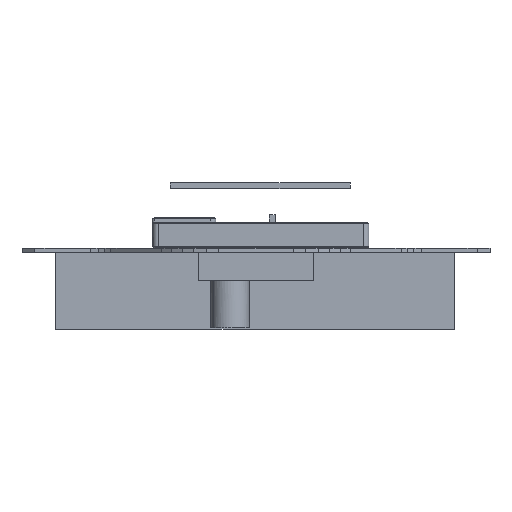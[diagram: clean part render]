
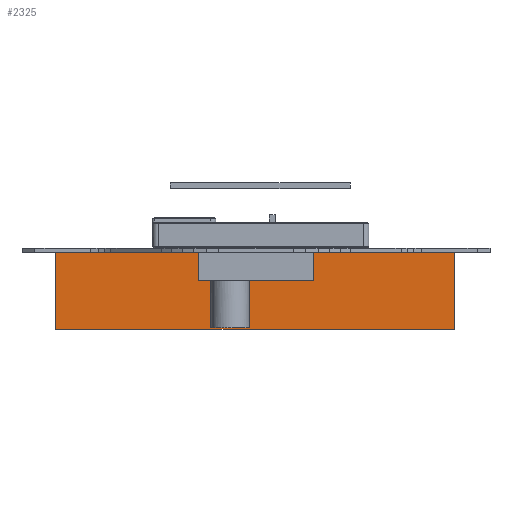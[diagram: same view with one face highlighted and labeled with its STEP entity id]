
A CAD part, front view. The second image highlights one B-rep face of the part: STEP entity #2325.
In plain terms, the highlighted planar face has unit normal (0, -1, 0).
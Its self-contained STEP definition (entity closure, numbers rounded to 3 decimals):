
#2325=ADVANCED_FACE('',(#3857),#26286,.T.);
#3857=FACE_OUTER_BOUND('',#5539,.T.);
#5539=EDGE_LOOP('',(#13765,#13766,#13767,#13768));
#13765=ORIENTED_EDGE('',*,*,#17960,.T.);
#13766=ORIENTED_EDGE('',*,*,#17961,.T.);
#13767=ORIENTED_EDGE('',*,*,#17962,.F.);
#13768=ORIENTED_EDGE('',*,*,#17957,.F.);
#17957=EDGE_CURVE('',#24896,#24897,#22142,.T.);
#17960=EDGE_CURVE('',#24896,#24899,#22145,.T.);
#17961=EDGE_CURVE('',#24899,#24900,#22146,.T.);
#17962=EDGE_CURVE('',#24897,#24900,#22147,.T.);
#22142=B_SPLINE_CURVE_WITH_KNOTS('',1,(#52736,#52737),.UNSPECIFIED.,.F.,
 .F.,(2,2),(0.,30.),.UNSPECIFIED.);
#22145=B_SPLINE_CURVE_WITH_KNOTS('',1,(#52742,#52743),.UNSPECIFIED.,.F.,
 .F.,(2,2),(45.,200.),.UNSPECIFIED.);
#22146=B_SPLINE_CURVE_WITH_KNOTS('',1,(#52744,#52745),.UNSPECIFIED.,.F.,
 .F.,(2,2),(0.,30.),.UNSPECIFIED.);
#22147=B_SPLINE_CURVE_WITH_KNOTS('',1,(#52746,#52747),.UNSPECIFIED.,.F.,
 .F.,(2,2),(45.,200.),.UNSPECIFIED.);
#24896=VERTEX_POINT('',#52727);
#24897=VERTEX_POINT('',#52728);
#24899=VERTEX_POINT('',#52730);
#24900=VERTEX_POINT('',#52731);
#26286=PLANE('',#27767);
#27767=AXIS2_PLACEMENT_3D('',#52721,#29047,$);
#29047=DIRECTION('',(0.,-1.,0.));
#52721=CARTESIAN_POINT('',(-77.871,-22.937,-69.652));
#52727=CARTESIAN_POINT('',(-77.871,-22.937,-69.652));
#52728=CARTESIAN_POINT('',(-77.871,-22.937,-39.652));
#52730=CARTESIAN_POINT('',(77.129,-22.937,-69.652));
#52731=CARTESIAN_POINT('',(77.129,-22.937,-39.652));
#52736=CARTESIAN_POINT('',(-77.871,-22.937,-69.652));
#52737=CARTESIAN_POINT('',(-77.871,-22.937,-39.652));
#52742=CARTESIAN_POINT('',(-77.871,-22.937,-69.652));
#52743=CARTESIAN_POINT('',(77.129,-22.937,-69.652));
#52744=CARTESIAN_POINT('',(77.129,-22.937,-69.652));
#52745=CARTESIAN_POINT('',(77.129,-22.937,-39.652));
#52746=CARTESIAN_POINT('',(-77.871,-22.937,-39.652));
#52747=CARTESIAN_POINT('',(77.129,-22.937,-39.652));
